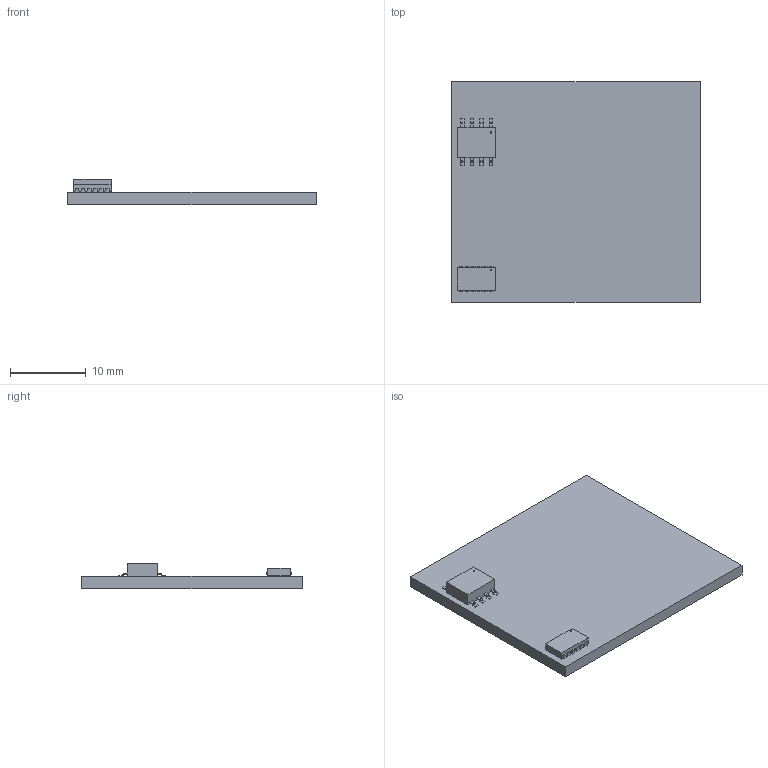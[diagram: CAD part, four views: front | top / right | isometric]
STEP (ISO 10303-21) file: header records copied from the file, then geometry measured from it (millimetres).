
FILE_DESCRIPTION(('KiCad electronic assembly'),'2;1');
FILE_NAME('impact_v1.1.step','2022-03-23T19:39:20',('Pcbnew'),('Kicad'), 'Open CASCADE STEP processor 7.6','KiCad to STEP converter','Unknown' );
FILE_SCHEMA(('AUTOMOTIVE_DESIGN { 1 0 10303 214 1 1 1 1 }'));
Length unit declared in the file: millimetre
Products named in the file (6): impact_v1.1 1; MIC5200-3.3YM; COMPOUND; ADXL375BCCZ; impact_v1.1 PCB
Assembly tree (5 placements, depth 3):
  impact_v1.1 1
    MIC5200-3.3YM
      COMPOUND
    ADXL375BCCZ
      COMPOUND
    impact_v1.1 PCB
Bounding box: 32.97 x 29.21 x 3.33 mm (x, y, z)
Volume: 1589.5 mm3; surface area: 2272 mm2
Topology: 27 solids, 27 shells, 244 faces, 570 edges, 380 vertices
Faces by surface type: bspline 238, plane 6
Entity records: 14542 total; most frequent: CARTESIAN_POINT 5152, B_SPLINE_CURVE_WITH_KNOTS 1538, ORIENTED_EDGE 1140, PCURVE 1140, DEFINITIONAL_REPRESENTATION 1140, EDGE_CURVE 570, SURFACE_CURVE 568, VERTEX_POINT 380
